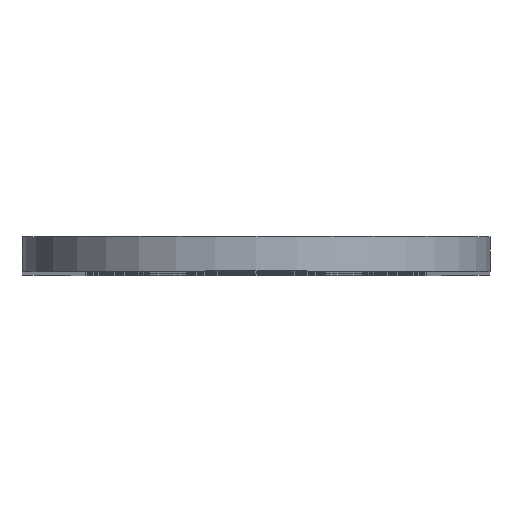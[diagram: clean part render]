
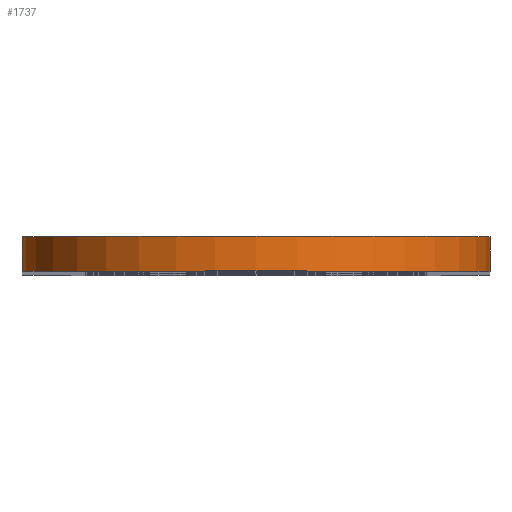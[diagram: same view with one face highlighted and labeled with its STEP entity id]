
A CAD part, top view. The second image highlights one B-rep face of the part: STEP entity #1737.
In plain terms, the highlighted cylindrical face has radius 13.5 mm (diameter 27 mm), a partial arc.
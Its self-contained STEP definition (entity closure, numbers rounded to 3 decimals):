
#31 = EDGE_CURVE ( 'NONE', #810, #3155, #387, .T. ) ;
#209 = CARTESIAN_POINT ( 'NONE',  ( 0., 2., 64. ) ) ;
#387 = LINE ( 'NONE', #2852, #1489 ) ;
#446 = DIRECTION ( 'NONE',  ( 0., 0., -1. ) ) ;
#497 = CARTESIAN_POINT ( 'NONE',  ( -13.5, 2., 64. ) ) ;
#797 = VERTEX_POINT ( 'NONE', #2626 ) ;
#810 = VERTEX_POINT ( 'NONE', #2712 ) ;
#1006 = CIRCLE ( 'NONE', #2285, 13.5 ) ;
#1062 = ORIENTED_EDGE ( 'NONE', *, *, #3097, .F. ) ;
#1129 = ORIENTED_EDGE ( 'NONE', *, *, #2808, .T. ) ;
#1196 = FACE_OUTER_BOUND ( 'NONE', #2146, .T. ) ;
#1319 = DIRECTION ( 'NONE',  ( 0., -1., 0. ) ) ;
#1486 = VECTOR ( 'NONE', #2058, 1000. ) ;
#1489 = VECTOR ( 'NONE', #2903, 1000. ) ;
#1604 = CARTESIAN_POINT ( 'NONE',  ( 13.5, 0., 64. ) ) ;
#1619 = LINE ( 'NONE', #1892, #1486 ) ;
#1631 = VERTEX_POINT ( 'NONE', #497 ) ;
#1737 = ADVANCED_FACE ( 'NONE', ( #1196 ), #2398, .T. ) ;
#1892 = CARTESIAN_POINT ( 'NONE',  ( -13.5, 2., 64. ) ) ;
#1919 = DIRECTION ( 'NONE',  ( 0., 0., 1. ) ) ;
#1930 = DIRECTION ( 'NONE',  ( 0., 1., 0. ) ) ;
#2035 = CARTESIAN_POINT ( 'NONE',  ( 0., 2., 64. ) ) ;
#2058 = DIRECTION ( 'NONE',  ( 0., -1., 0. ) ) ;
#2082 = DIRECTION ( 'NONE',  ( 0., 0., 1. ) ) ;
#2097 = DIRECTION ( 'NONE',  ( 0., 1., 0. ) ) ;
#2107 = CARTESIAN_POINT ( 'NONE',  ( 0., 0., 64. ) ) ;
#2146 = EDGE_LOOP ( 'NONE', ( #1129, #3105, #1062, #2292 ) ) ;
#2221 = AXIS2_PLACEMENT_3D ( 'NONE', #2035, #1930, #1919 ) ;
#2285 = AXIS2_PLACEMENT_3D ( 'NONE', #2107, #2097, #2082 ) ;
#2292 = ORIENTED_EDGE ( 'NONE', *, *, #2850, .T. ) ;
#2303 = CIRCLE ( 'NONE', #2221, 13.5 ) ;
#2398 = CYLINDRICAL_SURFACE ( 'NONE', #2583, 13.5 ) ;
#2583 = AXIS2_PLACEMENT_3D ( 'NONE', #209, #1319, #446 ) ;
#2626 = CARTESIAN_POINT ( 'NONE',  ( -13.5, 0., 64. ) ) ;
#2712 = CARTESIAN_POINT ( 'NONE',  ( 13.5, 2., 64. ) ) ;
#2808 = EDGE_CURVE ( 'NONE', #797, #3155, #1006, .T. ) ;
#2850 = EDGE_CURVE ( 'NONE', #1631, #797, #1619, .T. ) ;
#2852 = CARTESIAN_POINT ( 'NONE',  ( 13.5, 2., 64. ) ) ;
#2903 = DIRECTION ( 'NONE',  ( 0., -1., 0. ) ) ;
#3097 = EDGE_CURVE ( 'NONE', #1631, #810, #2303, .T. ) ;
#3105 = ORIENTED_EDGE ( 'NONE', *, *, #31, .F. ) ;
#3155 = VERTEX_POINT ( 'NONE', #1604 ) ;
